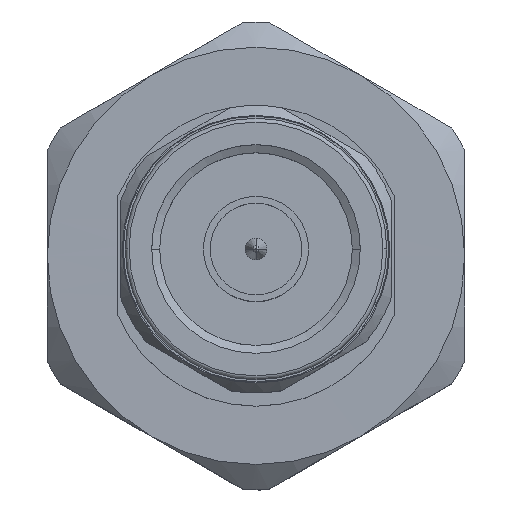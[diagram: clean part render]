
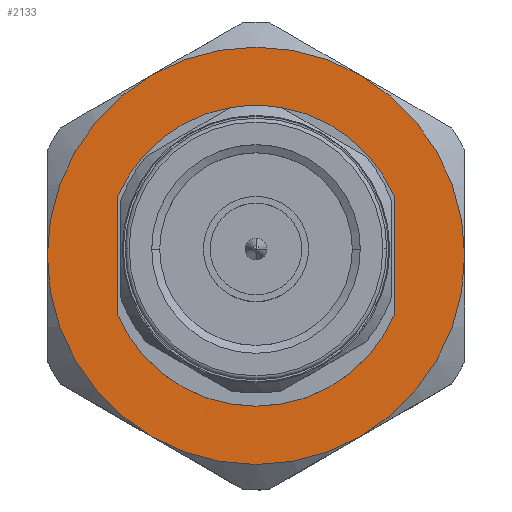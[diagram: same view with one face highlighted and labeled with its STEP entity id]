
A CAD part, top view. The second image highlights one B-rep face of the part: STEP entity #2133.
In plain terms, the highlighted face is planar.
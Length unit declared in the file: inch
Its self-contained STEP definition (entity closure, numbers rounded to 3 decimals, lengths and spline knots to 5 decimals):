
#11 = DIRECTION ( 'NONE',  ( -1., 0., 0. ) ) ;
#26 = CARTESIAN_POINT ( 'NONE',  ( 0.581, -0.54127, -0.3125 ) ) ;
#140 = CIRCLE ( 'NONE', #4408, 0.625 ) ;
#246 = CARTESIAN_POINT ( 'NONE',  ( 0.58077, -0.05119, -0.39104 ) ) ;
#257 = VERTEX_POINT ( 'NONE', #26 ) ;
#266 = AXIS2_PLACEMENT_3D ( 'NONE', #5585, #2801, #6917 ) ;
#328 = VERTEX_POINT ( 'NONE', #1399 ) ;
#371 = DIRECTION ( 'NONE',  ( 0., 0., -1. ) ) ;
#490 = CARTESIAN_POINT ( 'NONE',  ( 0.58077, 0.24031, 0.3127 ) ) ;
#606 = EDGE_LOOP ( 'NONE', ( #3612, #2336 ) ) ;
#615 = FACE_OUTER_BOUND ( 'NONE', #4193, .T. ) ;
#798 = VERTEX_POINT ( 'NONE', #3690 ) ;
#824 = DIRECTION ( 'NONE',  ( 0., 0., -1. ) ) ;
#962 = DIRECTION ( 'NONE',  ( 0., 0., -1. ) ) ;
#1017 = CARTESIAN_POINT ( 'NONE',  ( 0.581, 0., 0. ) ) ;
#1172 = CARTESIAN_POINT ( 'NONE',  ( 0.58077, 0.19694, 0.34169 ) ) ;
#1185 = VERTEX_POINT ( 'NONE', #6557 ) ;
#1215 = CARTESIAN_POINT ( 'NONE',  ( 0.58077, 0.39104, -0.05119 ) ) ;
#1399 = CARTESIAN_POINT ( 'NONE',  ( 0.581, 0., -0.625 ) ) ;
#1534 = CARTESIAN_POINT ( 'NONE',  ( 0.58077, -0.10235, -0.38086 ) ) ;
#1654 = CARTESIAN_POINT ( 'NONE',  ( 0.581, 0., 0. ) ) ;
#1656 = CARTESIAN_POINT ( 'NONE',  ( 0.58077, -0.34169, 0.19694 ) ) ;
#1683 = VERTEX_POINT ( 'NONE', #3176 ) ;
#1775 = AXIS2_PLACEMENT_3D ( 'NONE', #1654, #7417, #8097 ) ;
#1807 = CARTESIAN_POINT ( 'NONE',  ( 0.58077, 0.38086, -0.10235 ) ) ;
#1844 = B_SPLINE_CURVE_WITH_KNOTS ( 'NONE', 3,
 ( #3741, #6967, #6405, #5756, #8279, #7788, #7137, #1807, #1215, #7097, #4458, #6320, #3162, #490, #1172, #2977, #8320, #5799 ),
 .UNSPECIFIED., .F., .F.,
 ( 4, 2, 2, 2, 2, 2, 2, 2, 4 ),
 ( 0., 0.0625, 0.125, 0.1875, 0.25, 0.3125, 0.375, 0.4375, 0.5 ),
 .UNSPECIFIED. ) ;
#1857 = CARTESIAN_POINT ( 'NONE',  ( 0.581, 0., 0. ) ) ;
#1929 = ORIENTED_EDGE ( 'NONE', *, *, #4383, .T. ) ;
#2059 = PLANE ( 'NONE',  #5208 ) ;
#2133 = ADVANCED_FACE ( 'NONE', ( #4630, #615 ), #2059, .F. ) ;
#2164 = CARTESIAN_POINT ( 'NONE',  ( 0.58077, -0.19694, 0.34169 ) ) ;
#2182 = CARTESIAN_POINT ( 'NONE',  ( 0.581, 0., 0. ) ) ;
#2258 = VERTEX_POINT ( 'NONE', #7222 ) ;
#2286 = AXIS2_PLACEMENT_3D ( 'NONE', #1857, #5288, #6459 ) ;
#2336 = ORIENTED_EDGE ( 'NONE', *, *, #5394, .F. ) ;
#2801 = DIRECTION ( 'NONE',  ( 1., 0., 0. ) ) ;
#2814 = VERTEX_POINT ( 'NONE', #8453 ) ;
#2861 = CARTESIAN_POINT ( 'NONE',  ( 0.58077, -0.05119, 0.39104 ) ) ;
#2977 = CARTESIAN_POINT ( 'NONE',  ( 0.58077, 0.10235, 0.38086 ) ) ;
#2990 = CIRCLE ( 'NONE', #6450, 0.625 ) ;
#3007 = AXIS2_PLACEMENT_3D ( 'NONE', #2182, #3540, #824 ) ;
#3041 = EDGE_CURVE ( 'NONE', #257, #328, #3983, .T. ) ;
#3122 = ORIENTED_EDGE ( 'NONE', *, *, #6791, .T. ) ;
#3162 = CARTESIAN_POINT ( 'NONE',  ( 0.58077, 0.3127, 0.24031 ) ) ;
#3176 = CARTESIAN_POINT ( 'NONE',  ( 0.58089, 0., -0.39104 ) ) ;
#3540 = DIRECTION ( 'NONE',  ( 1., 0., 0. ) ) ;
#3562 = EDGE_CURVE ( 'NONE', #1683, #1185, #1844, .T. ) ;
#3598 = CARTESIAN_POINT ( 'NONE',  ( 0.581, 0., 0. ) ) ;
#3612 = ORIENTED_EDGE ( 'NONE', *, *, #3562, .F. ) ;
#3690 = CARTESIAN_POINT ( 'NONE',  ( 0.581, 0.54127, 0.3125 ) ) ;
#3741 = CARTESIAN_POINT ( 'NONE',  ( 0.58089, 0., -0.39104 ) ) ;
#3983 = CIRCLE ( 'NONE', #266, 0.625 ) ;
#4175 = CARTESIAN_POINT ( 'NONE',  ( 0.58089, 0., -0.39104 ) ) ;
#4193 = EDGE_LOOP ( 'NONE', ( #6530, #3122, #1929, #8031, #4750, #5770 ) ) ;
#4383 = EDGE_CURVE ( 'NONE', #5631, #257, #5527, .T. ) ;
#4408 = AXIS2_PLACEMENT_3D ( 'NONE', #3598, #8218, #962 ) ;
#4458 = CARTESIAN_POINT ( 'NONE',  ( 0.58077, 0.38086, 0.10235 ) ) ;
#4598 = CARTESIAN_POINT ( 'NONE',  ( 0.581, -0.54127, 0.3125 ) ) ;
#4630 = FACE_BOUND ( 'NONE', #606, .T. ) ;
#4750 = ORIENTED_EDGE ( 'NONE', *, *, #7618, .T. ) ;
#4830 = CARTESIAN_POINT ( 'NONE',  ( 0.58077, -0.38086, -0.10235 ) ) ;
#5190 = DIRECTION ( 'NONE',  ( 0., 0., 1. ) ) ;
#5208 = AXIS2_PLACEMENT_3D ( 'NONE', #6495, #11, #5190 ) ;
#5288 = DIRECTION ( 'NONE',  ( 1., 0., 0. ) ) ;
#5394 = EDGE_CURVE ( 'NONE', #1185, #1683, #8194, .T. ) ;
#5527 = CIRCLE ( 'NONE', #1775, 0.625 ) ;
#5558 = CARTESIAN_POINT ( 'NONE',  ( 0.58077, -0.3127, 0.24031 ) ) ;
#5585 = CARTESIAN_POINT ( 'NONE',  ( 0.581, 0., 0. ) ) ;
#5631 = VERTEX_POINT ( 'NONE', #4598 ) ;
#5643 = CARTESIAN_POINT ( 'NONE',  ( 0.58077, -0.34169, -0.19694 ) ) ;
#5684 = CARTESIAN_POINT ( 'NONE',  ( 0.58077, -0.10235, 0.38086 ) ) ;
#5756 = CARTESIAN_POINT ( 'NONE',  ( 0.58077, 0.19694, -0.34169 ) ) ;
#5770 = ORIENTED_EDGE ( 'NONE', *, *, #8517, .T. ) ;
#5780 = CIRCLE ( 'NONE', #3007, 0.625 ) ;
#5799 = CARTESIAN_POINT ( 'NONE',  ( 0.58089, 0., 0.39104 ) ) ;
#6157 = CARTESIAN_POINT ( 'NONE',  ( 0.58077, -0.38086, 0.10235 ) ) ;
#6239 = CARTESIAN_POINT ( 'NONE',  ( 0.58077, -0.24031, -0.3127 ) ) ;
#6297 = EDGE_CURVE ( 'NONE', #798, #2258, #140, .T. ) ;
#6320 = CARTESIAN_POINT ( 'NONE',  ( 0.58077, 0.34169, 0.19694 ) ) ;
#6405 = CARTESIAN_POINT ( 'NONE',  ( 0.58077, 0.10235, -0.38086 ) ) ;
#6444 = CIRCLE ( 'NONE', #2286, 0.625 ) ;
#6450 = AXIS2_PLACEMENT_3D ( 'NONE', #1017, #8289, #371 ) ;
#6459 = DIRECTION ( 'NONE',  ( 0., 0., -1. ) ) ;
#6495 = CARTESIAN_POINT ( 'NONE',  ( 0.581, 0.70057, 0. ) ) ;
#6530 = ORIENTED_EDGE ( 'NONE', *, *, #6297, .T. ) ;
#6557 = CARTESIAN_POINT ( 'NONE',  ( 0.58089, 0., 0.39104 ) ) ;
#6791 = EDGE_CURVE ( 'NONE', #2258, #5631, #5780, .T. ) ;
#6847 = CARTESIAN_POINT ( 'NONE',  ( 0.58077, -0.39104, 0.05119 ) ) ;
#6894 = CARTESIAN_POINT ( 'NONE',  ( 0.58077, -0.19694, -0.34169 ) ) ;
#6917 = DIRECTION ( 'NONE',  ( 0., 0., -1. ) ) ;
#6967 = CARTESIAN_POINT ( 'NONE',  ( 0.58077, 0.05119, -0.39104 ) ) ;
#7097 = CARTESIAN_POINT ( 'NONE',  ( 0.58077, 0.39104, 0.05119 ) ) ;
#7137 = CARTESIAN_POINT ( 'NONE',  ( 0.58077, 0.34169, -0.19694 ) ) ;
#7222 = CARTESIAN_POINT ( 'NONE',  ( 0.581, 0., 0.625 ) ) ;
#7417 = DIRECTION ( 'NONE',  ( 1., 0., 0. ) ) ;
#7471 = CARTESIAN_POINT ( 'NONE',  ( 0.58077, -0.3127, -0.24031 ) ) ;
#7506 = CARTESIAN_POINT ( 'NONE',  ( 0.58077, -0.24031, 0.3127 ) ) ;
#7544 = CARTESIAN_POINT ( 'NONE',  ( 0.58077, -0.39104, -0.05119 ) ) ;
#7618 = EDGE_CURVE ( 'NONE', #328, #2814, #6444, .T. ) ;
#7788 = CARTESIAN_POINT ( 'NONE',  ( 0.58077, 0.3127, -0.24031 ) ) ;
#8031 = ORIENTED_EDGE ( 'NONE', *, *, #3041, .T. ) ;
#8097 = DIRECTION ( 'NONE',  ( 0., 0., -1. ) ) ;
#8194 = B_SPLINE_CURVE_WITH_KNOTS ( 'NONE', 3,
 ( #8232, #2861, #5684, #2164, #7506, #5558, #1656, #6157, #6847, #7544, #4830, #5643, #7471, #6239, #6894, #1534, #246, #4175 ),
 .UNSPECIFIED., .F., .F.,
 ( 4, 2, 2, 2, 2, 2, 2, 2, 4 ),
 ( 0.5, 0.5625, 0.625, 0.6875, 0.75, 0.8125, 0.875, 0.9375, 1. ),
 .UNSPECIFIED. ) ;
#8218 = DIRECTION ( 'NONE',  ( 1., 0., 0. ) ) ;
#8232 = CARTESIAN_POINT ( 'NONE',  ( 0.58089, 0., 0.39104 ) ) ;
#8279 = CARTESIAN_POINT ( 'NONE',  ( 0.58077, 0.24031, -0.3127 ) ) ;
#8289 = DIRECTION ( 'NONE',  ( 1., 0., 0. ) ) ;
#8320 = CARTESIAN_POINT ( 'NONE',  ( 0.58077, 0.05119, 0.39104 ) ) ;
#8453 = CARTESIAN_POINT ( 'NONE',  ( 0.581, 0.54127, -0.3125 ) ) ;
#8517 = EDGE_CURVE ( 'NONE', #2814, #798, #2990, .T. ) ;
